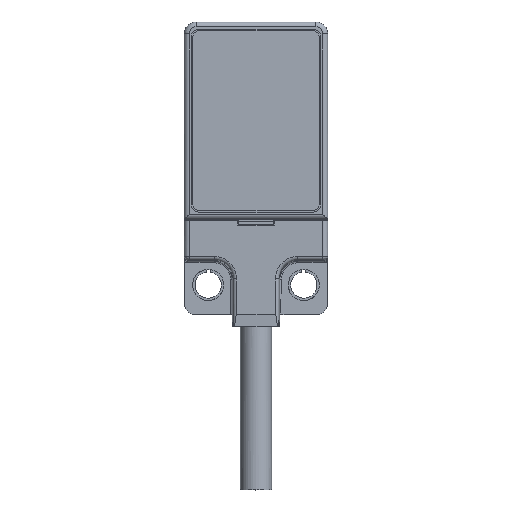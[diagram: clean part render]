
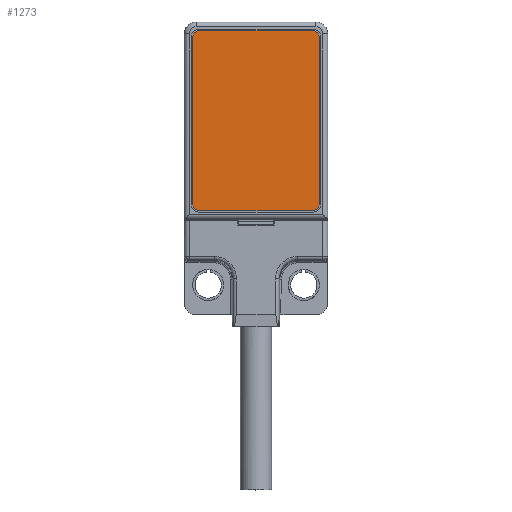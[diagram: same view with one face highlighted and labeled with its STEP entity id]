
A CAD part, top view. The second image highlights one B-rep face of the part: STEP entity #1273.
In plain terms, the highlighted planar face has unit normal (0, 0, 1).
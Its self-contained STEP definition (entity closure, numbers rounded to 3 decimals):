
#573=CARTESIAN_POINT('',(4.7,-15.2,4.1));
#574=DIRECTION('',(0.,0.,-1.));
#575=DIRECTION('',(1.,0.,0.));
#576=AXIS2_PLACEMENT_3D('',#573,#574,#575);
#578=DIRECTION('',(-1.,0.,0.));
#579=VECTOR('',#578,9.4);
#580=CARTESIAN_POINT('',(4.7,-15.8,4.1));
#581=LINE('',#580,#579);
#582=CARTESIAN_POINT('',(-4.7,-15.2,4.1));
#583=DIRECTION('',(0.,0.,-1.));
#584=DIRECTION('',(0.,-1.,0.));
#585=AXIS2_PLACEMENT_3D('',#582,#583,#584);
#587=DIRECTION('',(0.,1.,0.));
#588=VECTOR('',#587,13.9);
#589=CARTESIAN_POINT('',(-5.3,-15.2,4.1));
#590=LINE('',#589,#588);
#591=CARTESIAN_POINT('',(-4.7,-1.3,4.1));
#592=DIRECTION('',(0.,0.,-1.));
#593=DIRECTION('',(-1.,0.,0.));
#594=AXIS2_PLACEMENT_3D('',#591,#592,#593);
#596=DIRECTION('',(1.,0.,0.));
#597=VECTOR('',#596,9.4);
#598=CARTESIAN_POINT('',(-4.7,-0.7,4.1));
#599=LINE('',#598,#597);
#600=CARTESIAN_POINT('',(4.7,-1.3,4.1));
#601=DIRECTION('',(0.,0.,-1.));
#602=DIRECTION('',(0.,1.,0.));
#603=AXIS2_PLACEMENT_3D('',#600,#601,#602);
#605=DIRECTION('',(0.,-1.,0.));
#606=VECTOR('',#605,13.9);
#607=CARTESIAN_POINT('',(5.3,-1.3,4.1));
#608=LINE('',#607,#606);
#779=CARTESIAN_POINT('',(5.3,-15.2,4.1));
#780=VERTEX_POINT('',#779);
#781=CARTESIAN_POINT('',(5.3,-1.3,4.1));
#782=VERTEX_POINT('',#781);
#783=CARTESIAN_POINT('',(4.7,-15.8,4.1));
#784=VERTEX_POINT('',#783);
#785=CARTESIAN_POINT('',(-4.7,-15.8,4.1));
#786=VERTEX_POINT('',#785);
#787=CARTESIAN_POINT('',(-5.3,-15.2,4.1));
#788=VERTEX_POINT('',#787);
#789=CARTESIAN_POINT('',(-5.3,-1.3,4.1));
#790=VERTEX_POINT('',#789);
#791=CARTESIAN_POINT('',(-4.7,-0.7,4.1));
#792=VERTEX_POINT('',#791);
#793=CARTESIAN_POINT('',(4.7,-0.7,4.1));
#794=VERTEX_POINT('',#793);
#1258=CARTESIAN_POINT('',(0.,-8.25,4.1));
#1259=DIRECTION('',(0.,0.,1.));
#1260=DIRECTION('',(1.,0.,0.));
#1261=AXIS2_PLACEMENT_3D('',#1258,#1259,#1260);
#1262=PLANE('',#1261);
#1263=ORIENTED_EDGE('',*,*,#1113,.T.);
#1264=ORIENTED_EDGE('',*,*,#1134,.T.);
#1265=ORIENTED_EDGE('',*,*,#1155,.T.);
#1266=ORIENTED_EDGE('',*,*,#1175,.T.);
#1267=ORIENTED_EDGE('',*,*,#1198,.T.);
#1268=ORIENTED_EDGE('',*,*,#1219,.T.);
#1269=ORIENTED_EDGE('',*,*,#1245,.T.);
#1270=ORIENTED_EDGE('',*,*,#1090,.T.);
#1271=EDGE_LOOP('',(#1263,#1264,#1265,#1266,#1267,#1268,#1269,#1270));
#1272=FACE_OUTER_BOUND('',#1271,.F.);
#1273=ADVANCED_FACE('',(#1272),#1262,.T.);
#577=CIRCLE('',#576,0.6);
#586=CIRCLE('',#585,0.6);
#595=CIRCLE('',#594,0.6);
#604=CIRCLE('',#603,0.6);
#1090=EDGE_CURVE('',#782,#780,#608,.T.);
#1113=EDGE_CURVE('',#780,#784,#577,.T.);
#1134=EDGE_CURVE('',#784,#786,#581,.T.);
#1155=EDGE_CURVE('',#786,#788,#586,.T.);
#1175=EDGE_CURVE('',#788,#790,#590,.T.);
#1198=EDGE_CURVE('',#790,#792,#595,.T.);
#1219=EDGE_CURVE('',#792,#794,#599,.T.);
#1245=EDGE_CURVE('',#794,#782,#604,.T.);
